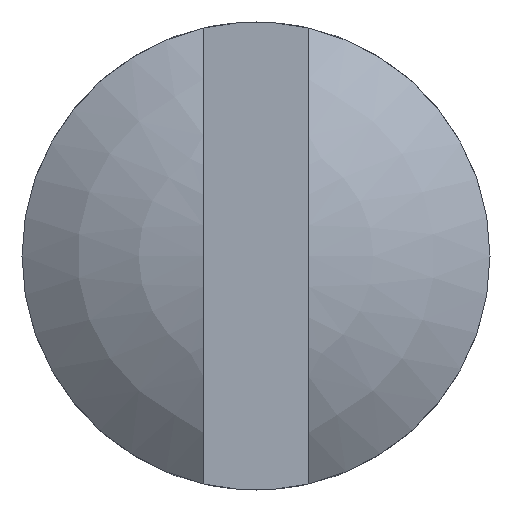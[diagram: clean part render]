
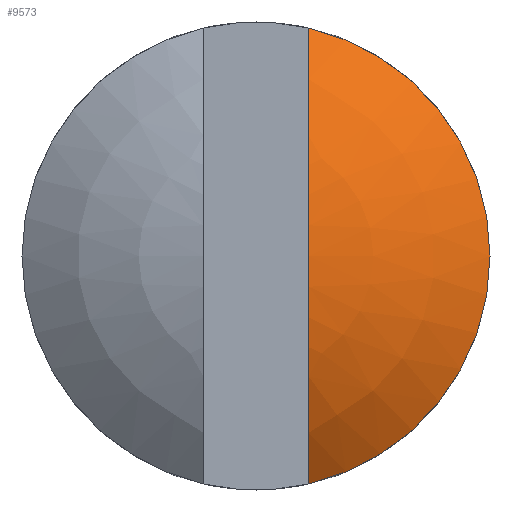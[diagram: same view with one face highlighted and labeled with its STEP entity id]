
A CAD part, left-side view. The second image highlights one B-rep face of the part: STEP entity #9573.
In plain terms, the highlighted spherical face has radius 3.207 mm.
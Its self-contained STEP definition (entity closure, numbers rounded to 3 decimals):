
#5324=CARTESIAN_POINT('',(-1.8,0.,0.));
#5325=DIRECTION('',(1.,0.,0.));
#5326=DIRECTION('',(0.,-1.,0.));
#5327=AXIS2_PLACEMENT_3D('',#5324,#5325,#5326);
#5347=CARTESIAN_POINT('',(-1.8,0.,0.));
#5348=DIRECTION('',(1.,0.,0.));
#5349=DIRECTION('',(0.,-0.225,0.974));
#5350=AXIS2_PLACEMENT_3D('',#5347,#5348,#5349);
#5393=CARTESIAN_POINT('',(0.707,-0.45,0.));
#5394=DIRECTION('',(0.,1.,0.));
#5395=DIRECTION('',(-0.79,0.,-0.614));
#5396=AXIS2_PLACEMENT_3D('',#5393,#5394,#5395);
#5427=CARTESIAN_POINT('',(-1.8,-0.45,1.949));
#5429=VERTEX_POINT('',#5427);
#5435=CARTESIAN_POINT('',(-1.8,-0.45,-1.949));
#5437=VERTEX_POINT('',#5435);
#5524=CARTESIAN_POINT('',(-1.8,-2.,0.));
#5525=VERTEX_POINT('',#5524);
#9562=CARTESIAN_POINT('',(0.707,0.,0.));
#9563=DIRECTION('',(1.,0.,0.));
#9564=DIRECTION('',(0.,-1.,0.));
#9565=AXIS2_PLACEMENT_3D('',#9562,#9563,#9564);
#9566=SPHERICAL_SURFACE('',#9565,3.207);
#9567=ORIENTED_EDGE('',*,*,#9536,.T.);
#9568=ORIENTED_EDGE('',*,*,#9521,.T.);
#9570=ORIENTED_EDGE('',*,*,#9569,.T.);
#9571=EDGE_LOOP('',(#9567,#9568,#9570));
#9572=FACE_OUTER_BOUND('',#9571,.F.);
#5328=CIRCLE('',#5327,2.);
#5351=CIRCLE('',#5350,2.);
#5397=CIRCLE('',#5396,3.175);
#9521=EDGE_CURVE('',#5525,#5437,#5328,.T.);
#9536=EDGE_CURVE('',#5429,#5525,#5351,.T.);
#9569=EDGE_CURVE('',#5437,#5429,#5397,.T.);
#9573=ADVANCED_FACE('',(#9572),#9566,.T.);
